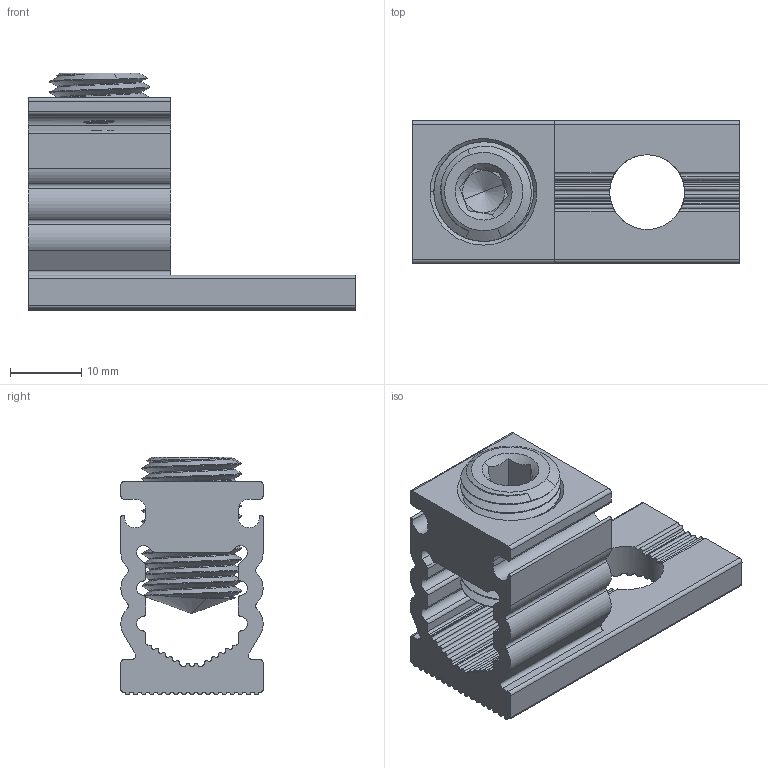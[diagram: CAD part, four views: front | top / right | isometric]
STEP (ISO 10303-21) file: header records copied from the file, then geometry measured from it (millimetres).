
FILE_DESCRIPTION(('Creo Elements/Direct Modeling STEP Export'),'2;1');
FILE_NAME('VC02-0001.stp','2016-12-15T 8:48:22',(''),(''),'PTC Creo Elements/Direct Modeling STEP processor for AP214 (Solid Model)','PTC Creo Elements/Direct Modeling 19.0 09-May-2014 (C) Parametric Technology GmbH','');
FILE_SCHEMA(('AUTOMOTIVE_DESIGN { 1 0 10303 214 1 1 1 1 }'));
Length unit declared in the file: millimetre
Products named in the file (2): Yleiskaapelikenkä_6-95
Assembly tree (1 placements, depth 2):
  Yleiskaapelikenkä_6-95
    Yleiskaapelikenkä_6-95
Bounding box: 46 x 20 x 33.43 mm (x, y, z)
Volume: 10049.9 mm3; surface area: 7380.3 mm2
Topology: 1 solids, 1 shells, 256 faces, 857 edges, 592 vertices
Faces by surface type: cylinder 188, plane 44, bspline 13, cone 11
Entity records: 14889 total; most frequent: CARTESIAN_POINT 7866, ORIENTED_EDGE 1706, DIRECTION 1209, EDGE_CURVE 853, VERTEX_POINT 592, AXIS2_PLACEMENT_3D 458, VECTOR 293, LINE 293
